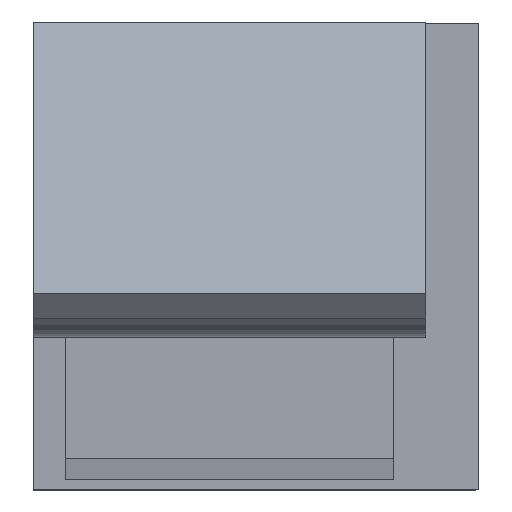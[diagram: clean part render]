
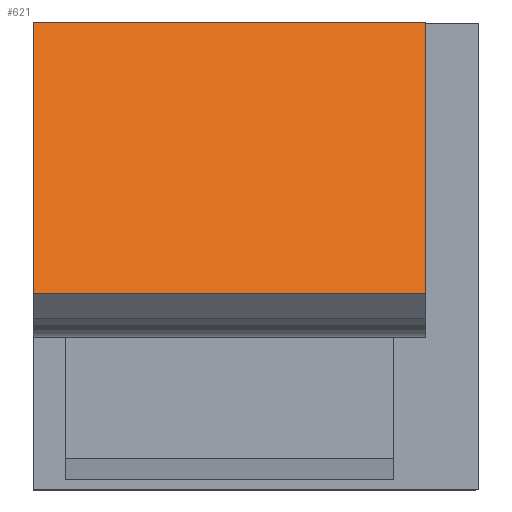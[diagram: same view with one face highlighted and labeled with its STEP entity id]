
A CAD part, top view. The second image highlights one B-rep face of the part: STEP entity #621.
In plain terms, the highlighted planar face has unit normal (0, 0.766, 0.643).
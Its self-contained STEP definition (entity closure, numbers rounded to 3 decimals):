
#23=PLANE('',#668);
#52=FACE_OUTER_BOUND('',#83,.T.);
#83=EDGE_LOOP('',(#456,#457,#458,#459));
#126=LINE('',#898,#210);
#128=LINE('',#902,#212);
#129=LINE('',#904,#213);
#130=LINE('',#905,#214);
#210=VECTOR('',#731,10.);
#212=VECTOR('',#735,10.);
#213=VECTOR('',#736,10.);
#214=VECTOR('',#737,10.);
#297=VERTEX_POINT('',#895);
#298=VERTEX_POINT('',#897);
#299=VERTEX_POINT('',#901);
#300=VERTEX_POINT('',#903);
#360=EDGE_CURVE('',#298,#297,#126,.T.);
#362=EDGE_CURVE('',#299,#297,#128,.T.);
#363=EDGE_CURVE('',#300,#299,#129,.T.);
#364=EDGE_CURVE('',#298,#300,#130,.T.);
#456=ORIENTED_EDGE('',*,*,#360,.T.);
#457=ORIENTED_EDGE('',*,*,#362,.F.);
#458=ORIENTED_EDGE('',*,*,#363,.F.);
#459=ORIENTED_EDGE('',*,*,#364,.F.);
#621=ADVANCED_FACE('',(#52),#23,.T.);
#668=AXIS2_PLACEMENT_3D('',#900,#733,#734);
#731=DIRECTION('',(-1.,0.,0.));
#733=DIRECTION('center_axis',(0.,0.766,0.643));
#734=DIRECTION('ref_axis',(0.,0.643,-0.766));
#735=DIRECTION('',(0.,0.643,-0.766));
#736=DIRECTION('',(-1.,0.,0.));
#737=DIRECTION('',(0.,-0.643,0.766));
#895=CARTESIAN_POINT('',(12.8,160.232,393.904));
#897=CARTESIAN_POINT('',(49.8,160.232,393.904));
#898=CARTESIAN_POINT('',(31.3,160.232,393.904));
#900=CARTESIAN_POINT('Origin',(31.3,134.569,424.488));
#901=CARTESIAN_POINT('',(12.8,134.569,424.488));
#902=CARTESIAN_POINT('',(12.8,160.232,393.904));
#903=CARTESIAN_POINT('',(49.8,134.569,424.488));
#904=CARTESIAN_POINT('',(31.3,134.569,424.488));
#905=CARTESIAN_POINT('',(49.8,160.232,393.904));
